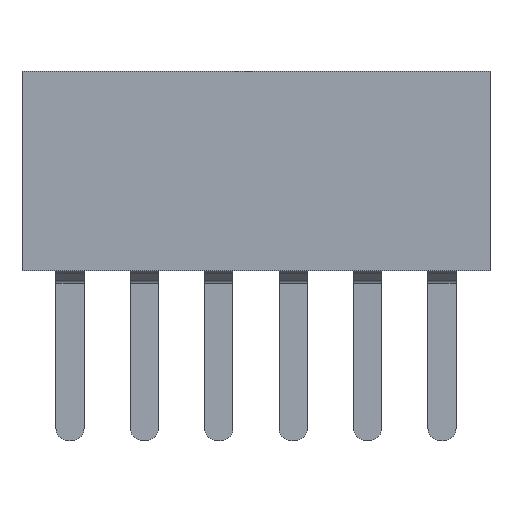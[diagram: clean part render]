
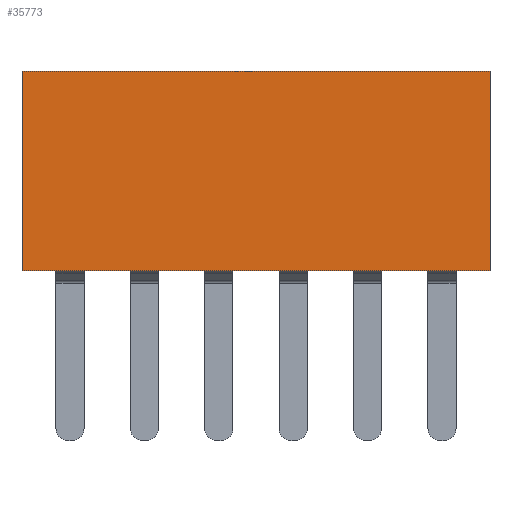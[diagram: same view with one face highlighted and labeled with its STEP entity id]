
A CAD part, left-side view. The second image highlights one B-rep face of the part: STEP entity #35773.
In plain terms, the highlighted face is planar.
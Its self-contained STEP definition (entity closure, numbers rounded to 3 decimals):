
#35510 = EDGE_CURVE('',#35511,#35513,#35515,.T.);
#35511 = VERTEX_POINT('',#35512);
#35512 = CARTESIAN_POINT('',(1.1,-0.82,0.));
#35513 = VERTEX_POINT('',#35514);
#35514 = CARTESIAN_POINT('',(1.1,-0.82,3.4));
#35515 = SURFACE_CURVE('',#35516,(#35520,#35532),.PCURVE_S1.);
#35516 = LINE('',#35517,#35518);
#35517 = CARTESIAN_POINT('',(1.1,-0.82,0.));
#35518 = VECTOR('',#35519,1.);
#35519 = DIRECTION('',(0.,0.,1.));
#35520 = PCURVE('',#35521,#35526);
#35521 = PLANE('',#35522);
#35522 = AXIS2_PLACEMENT_3D('',#35523,#35524,#35525);
#35523 = CARTESIAN_POINT('',(1.1,-0.82,0.));
#35524 = DIRECTION('',(0.,-1.,0.));
#35525 = DIRECTION('',(-1.,0.,0.));
#35526 = DEFINITIONAL_REPRESENTATION('',(#35527),#35531);
#35527 = LINE('',#35528,#35529);
#35528 = CARTESIAN_POINT('',(0.,0.));
#35529 = VECTOR('',#35530,1.);
#35530 = DIRECTION('',(0.,-1.));
#35531 = ( GEOMETRIC_REPRESENTATION_CONTEXT(2) 
PARAMETRIC_REPRESENTATION_CONTEXT() REPRESENTATION_CONTEXT('2D SPACE',''
  ) );
#35532 = PCURVE('',#35533,#35538);
#35533 = PLANE('',#35534);
#35534 = AXIS2_PLACEMENT_3D('',#35535,#35536,#35537);
#35535 = CARTESIAN_POINT('',(1.1,7.17,0.));
#35536 = DIRECTION('',(1.,0.,0.));
#35537 = DIRECTION('',(0.,0.,1.));
#35538 = DEFINITIONAL_REPRESENTATION('',(#35539),#35543);
#35539 = LINE('',#35540,#35541);
#35540 = CARTESIAN_POINT('',(0.,7.99));
#35541 = VECTOR('',#35542,1.);
#35542 = DIRECTION('',(1.,0.));
#35543 = ( GEOMETRIC_REPRESENTATION_CONTEXT(2) 
PARAMETRIC_REPRESENTATION_CONTEXT() REPRESENTATION_CONTEXT('2D SPACE',''
  ) );
#35561 = PLANE('',#35562);
#35562 = AXIS2_PLACEMENT_3D('',#35563,#35564,#35565);
#35563 = CARTESIAN_POINT('',(-1.1,7.17,3.4));
#35564 = DIRECTION('',(0.,0.,1.));
#35565 = DIRECTION('',(1.,0.,0.));
#35615 = PLANE('',#35616);
#35616 = AXIS2_PLACEMENT_3D('',#35617,#35618,#35619);
#35617 = CARTESIAN_POINT('',(-1.1,7.17,0.));
#35618 = DIRECTION('',(0.,0.,1.));
#35619 = DIRECTION('',(1.,0.,0.));
#35691 = PLANE('',#35692);
#35692 = AXIS2_PLACEMENT_3D('',#35693,#35694,#35695);
#35693 = CARTESIAN_POINT('',(-1.1,7.17,0.));
#35694 = DIRECTION('',(0.,1.,0.));
#35695 = DIRECTION('',(1.,0.,0.));
#35708 = VERTEX_POINT('',#35709);
#35709 = CARTESIAN_POINT('',(1.1,7.17,3.4));
#35730 = EDGE_CURVE('',#35731,#35708,#35733,.T.);
#35731 = VERTEX_POINT('',#35732);
#35732 = CARTESIAN_POINT('',(1.1,7.17,0.));
#35733 = SURFACE_CURVE('',#35734,(#35738,#35745),.PCURVE_S1.);
#35734 = LINE('',#35735,#35736);
#35735 = CARTESIAN_POINT('',(1.1,7.17,0.));
#35736 = VECTOR('',#35737,1.);
#35737 = DIRECTION('',(0.,0.,1.));
#35738 = PCURVE('',#35691,#35739);
#35739 = DEFINITIONAL_REPRESENTATION('',(#35740),#35744);
#35740 = LINE('',#35741,#35742);
#35741 = CARTESIAN_POINT('',(2.2,0.));
#35742 = VECTOR('',#35743,1.);
#35743 = DIRECTION('',(0.,-1.));
#35744 = ( GEOMETRIC_REPRESENTATION_CONTEXT(2) 
PARAMETRIC_REPRESENTATION_CONTEXT() REPRESENTATION_CONTEXT('2D SPACE',''
  ) );
#35745 = PCURVE('',#35533,#35746);
#35746 = DEFINITIONAL_REPRESENTATION('',(#35747),#35751);
#35747 = LINE('',#35748,#35749);
#35748 = CARTESIAN_POINT('',(0.,0.));
#35749 = VECTOR('',#35750,1.);
#35750 = DIRECTION('',(1.,0.));
#35751 = ( GEOMETRIC_REPRESENTATION_CONTEXT(2) 
PARAMETRIC_REPRESENTATION_CONTEXT() REPRESENTATION_CONTEXT('2D SPACE',''
  ) );
#35773 = ADVANCED_FACE('',(#35774),#35533,.T.);
#35774 = FACE_BOUND('',#35775,.T.);
#35775 = EDGE_LOOP('',(#35776,#35777,#35798,#35799));
#35776 = ORIENTED_EDGE('',*,*,#35730,.T.);
#35777 = ORIENTED_EDGE('',*,*,#35778,.T.);
#35778 = EDGE_CURVE('',#35708,#35513,#35779,.T.);
#35779 = SURFACE_CURVE('',#35780,(#35784,#35791),.PCURVE_S1.);
#35780 = LINE('',#35781,#35782);
#35781 = CARTESIAN_POINT('',(1.1,7.17,3.4));
#35782 = VECTOR('',#35783,1.);
#35783 = DIRECTION('',(0.,-1.,0.));
#35784 = PCURVE('',#35533,#35785);
#35785 = DEFINITIONAL_REPRESENTATION('',(#35786),#35790);
#35786 = LINE('',#35787,#35788);
#35787 = CARTESIAN_POINT('',(3.4,0.));
#35788 = VECTOR('',#35789,1.);
#35789 = DIRECTION('',(0.,1.));
#35790 = ( GEOMETRIC_REPRESENTATION_CONTEXT(2) 
PARAMETRIC_REPRESENTATION_CONTEXT() REPRESENTATION_CONTEXT('2D SPACE',''
  ) );
#35791 = PCURVE('',#35561,#35792);
#35792 = DEFINITIONAL_REPRESENTATION('',(#35793),#35797);
#35793 = LINE('',#35794,#35795);
#35794 = CARTESIAN_POINT('',(2.2,0.));
#35795 = VECTOR('',#35796,1.);
#35796 = DIRECTION('',(0.,-1.));
#35797 = ( GEOMETRIC_REPRESENTATION_CONTEXT(2) 
PARAMETRIC_REPRESENTATION_CONTEXT() REPRESENTATION_CONTEXT('2D SPACE',''
  ) );
#35798 = ORIENTED_EDGE('',*,*,#35510,.F.);
#35799 = ORIENTED_EDGE('',*,*,#35800,.F.);
#35800 = EDGE_CURVE('',#35731,#35511,#35801,.T.);
#35801 = SURFACE_CURVE('',#35802,(#35806,#35813),.PCURVE_S1.);
#35802 = LINE('',#35803,#35804);
#35803 = CARTESIAN_POINT('',(1.1,0.82,0.));
#35804 = VECTOR('',#35805,1.);
#35805 = DIRECTION('',(0.,-1.,0.));
#35806 = PCURVE('',#35533,#35807);
#35807 = DEFINITIONAL_REPRESENTATION('',(#35808),#35812);
#35808 = LINE('',#35809,#35810);
#35809 = CARTESIAN_POINT('',(0.,6.35));
#35810 = VECTOR('',#35811,1.);
#35811 = DIRECTION('',(0.,1.));
#35812 = ( GEOMETRIC_REPRESENTATION_CONTEXT(2) 
PARAMETRIC_REPRESENTATION_CONTEXT() REPRESENTATION_CONTEXT('2D SPACE',''
  ) );
#35813 = PCURVE('',#35615,#35814);
#35814 = DEFINITIONAL_REPRESENTATION('',(#35815),#35819);
#35815 = LINE('',#35816,#35817);
#35816 = CARTESIAN_POINT('',(2.2,-6.35));
#35817 = VECTOR('',#35818,1.);
#35818 = DIRECTION('',(0.,-1.));
#35819 = ( GEOMETRIC_REPRESENTATION_CONTEXT(2) 
PARAMETRIC_REPRESENTATION_CONTEXT() REPRESENTATION_CONTEXT('2D SPACE',''
  ) );
